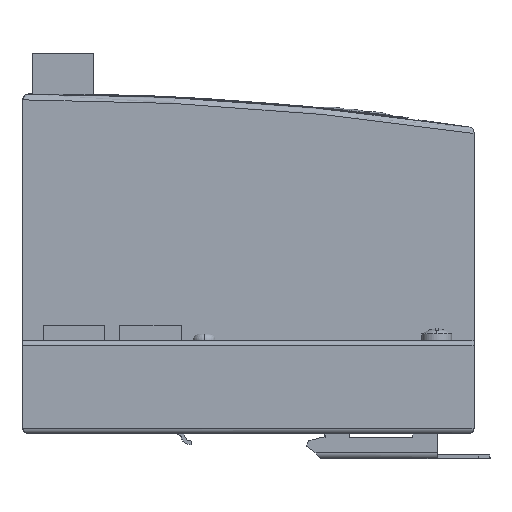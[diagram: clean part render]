
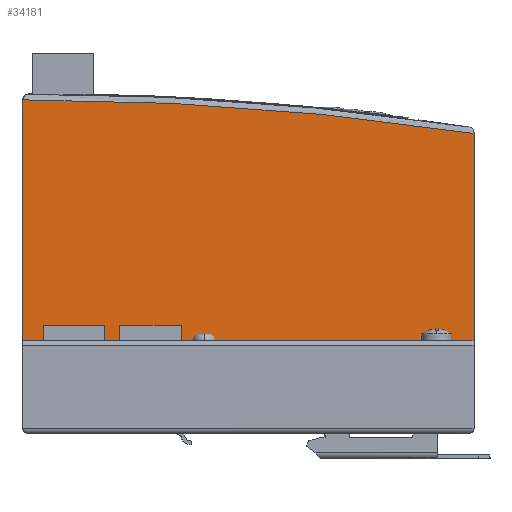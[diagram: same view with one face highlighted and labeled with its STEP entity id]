
A CAD part, left-side view. The second image highlights one B-rep face of the part: STEP entity #34181.
In plain terms, the highlighted planar face has unit normal (-1, 0, 0).
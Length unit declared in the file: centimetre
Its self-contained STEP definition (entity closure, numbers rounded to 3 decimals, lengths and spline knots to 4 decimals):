
#1904=PLANE('',#43178);
#3771=VECTOR('',#36061,1.);
#3787=VECTOR('',#36109,1.);
#3788=VECTOR('',#36111,1.);
#7373=LINE('',#45546,#3771);
#7389=LINE('',#45689,#3787);
#7390=LINE('',#45691,#3788);
#11283=VERTEX_POINT('',#45516);
#11284=VERTEX_POINT('',#45517);
#11291=VERTEX_POINT('',#45547);
#11292=VERTEX_POINT('',#45549);
#11301=VERTEX_POINT('',#45669);
#11302=VERTEX_POINT('',#45670);
#14541=CIRCLE('',#43152,0.15);
#14546=CIRCLE('',#43159,79.85);
#14551=CIRCLE('',#43170,0.15);
#15226=EDGE_CURVE('',#11283,#11284,#14541,.T.);
#15235=EDGE_CURVE('',#11291,#11292,#14546,.T.);
#15252=EDGE_CURVE('',#11301,#11302,#14551,.T.);
#15262=EDGE_CURVE('',#11284,#11291,#7373,.T.);
#15263=EDGE_CURVE('',#11302,#11283,#7389,.T.);
#15264=EDGE_CURVE('',#11292,#11301,#7390,.T.);
#20243=ORIENTED_EDGE('',*,*,#15235,.F.);
#20244=ORIENTED_EDGE('',*,*,#15262,.F.);
#20245=ORIENTED_EDGE('',*,*,#15226,.F.);
#20246=ORIENTED_EDGE('',*,*,#15263,.F.);
#20247=ORIENTED_EDGE('',*,*,#15252,.F.);
#20248=ORIENTED_EDGE('',*,*,#15264,.F.);
#30091=EDGE_LOOP('',(#20243,#20244,#20245,#20246,#20247,#20248));
#32136=FACE_BOUND('',#30091,.T.);
#34181=ADVANCED_FACE('',(#32136),#1904,.F.);
#36046=DIRECTION('',(1.,0.,0.));
#36047=DIRECTION('',(0.,0.106,-0.106));
#36061=DIRECTION('',(0.,0.,1.));
#36062=DIRECTION('',(1.,0.,0.));
#36063=DIRECTION('',(0.,-5.923,79.63));
#36091=DIRECTION('',(1.,0.,0.));
#36092=DIRECTION('',(0.,-0.106,-0.106));
#36109=DIRECTION('',(0.,1.,0.));
#36111=DIRECTION('',(0.,0.,-1.));
#36115=DIRECTION('',(1.,0.,0.));
#43152=AXIS2_PLACEMENT_3D('',#45515,#36046,#36047);
#43159=AXIS2_PLACEMENT_3D('',#45548,#36062,#36063);
#43170=AXIS2_PLACEMENT_3D('',#45668,#36091,#36092);
#43178=AXIS2_PLACEMENT_3D('',#45696,#36115,$);
#45515=CARTESIAN_POINT('',(-2.8,5.9,0.15));
#45516=CARTESIAN_POINT('',(-2.8,5.9,0.));
#45517=CARTESIAN_POINT('',(-2.8,6.05,0.15));
#45546=CARTESIAN_POINT('',(-2.8,6.05,0.));
#45547=CARTESIAN_POINT('',(-2.8,6.05,8.95));
#45548=CARTESIAN_POINT('',(-2.8,5.9169,-70.8999));
#45549=CARTESIAN_POINT('',(-2.8,-6.05,8.0483));
#45668=CARTESIAN_POINT('',(-2.8,-5.9,0.15));
#45669=CARTESIAN_POINT('',(-2.8,-6.05,0.15));
#45670=CARTESIAN_POINT('',(-2.8,-5.9,0.));
#45689=CARTESIAN_POINT('',(-2.8,-6.05,0.));
#45691=CARTESIAN_POINT('',(-2.8,-6.05,8.2));
#45696=CARTESIAN_POINT('',(-2.8,0.1281,4.3749));
